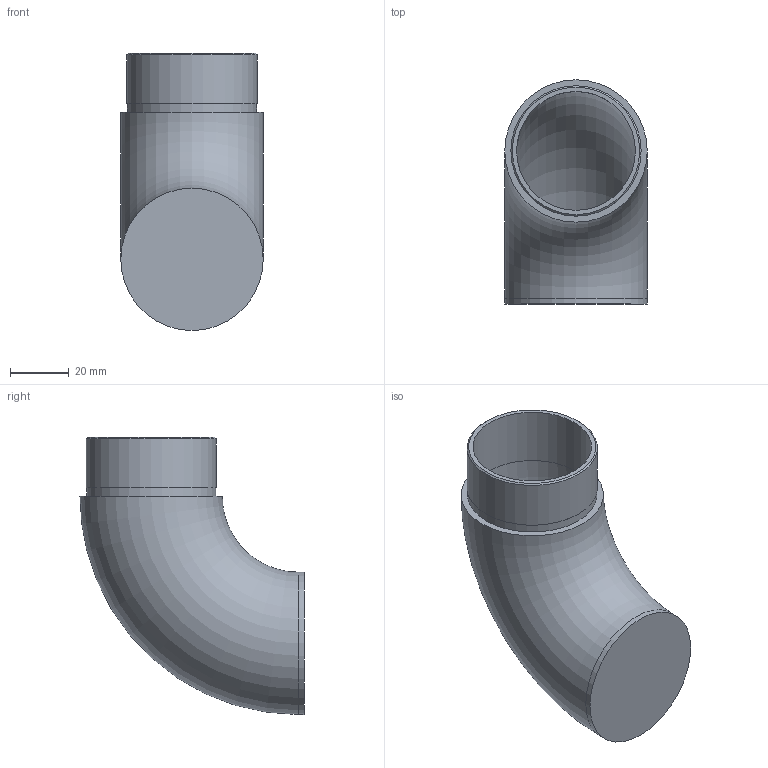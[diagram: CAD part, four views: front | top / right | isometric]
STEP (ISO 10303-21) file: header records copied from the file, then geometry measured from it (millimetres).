
FILE_DESCRIPTION (( 'STEP AP203' ), '1' );
FILE_NAME ('56203-320.step', '2020-03-04T10:25:36', ( '' ), ( '' ), 'SwSTEP 2.0', 'SolidWorks 2015', '' );
FILE_SCHEMA (( 'CONFIG_CONTROL_DESIGN' ));
Length unit declared in the file: millimetre
Products named in the file (2): 56203-320
Bounding box: 48.3 x 76 x 94 mm (x, y, z)
Volume: 52331.5 mm3; surface area: 31093.3 mm2
Topology: 1 solids, 1 shells, 243 faces, 643 edges, 428 vertices
Faces by surface type: bspline 123, plane 90, cylinder 27, torus 2, cone 1
Full cylindrical faces by diameter (mm): 40.3 x1, 43.8 x1, 44.2 x1, 48.3 x1
Entity records: 12685 total; most frequent: CARTESIAN_POINT 7356, ORIENTED_EDGE 1270, DIRECTION 698, EDGE_CURVE 635, VERTEX_POINT 427, VECTOR 284, LINE 284, EDGE_LOOP 276
